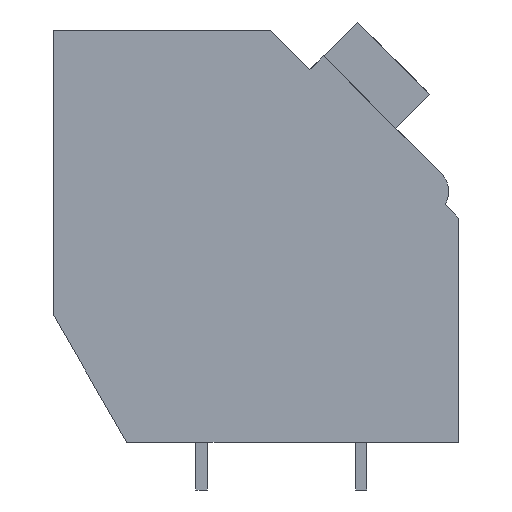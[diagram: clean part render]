
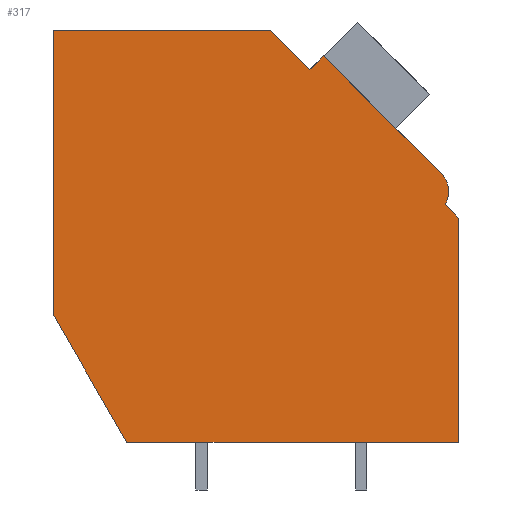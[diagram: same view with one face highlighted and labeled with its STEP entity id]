
A CAD part, left-side view. The second image highlights one B-rep face of the part: STEP entity #317.
In plain terms, the highlighted planar face has unit normal (-1, 0, 0).
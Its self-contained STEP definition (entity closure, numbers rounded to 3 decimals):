
#249=AXIS2_PLACEMENT_3D('Plane Axis2P3D',#246,#247,#248) ;
#260=AXIS2_PLACEMENT_3D('Circle Axis2P3D',#258,#259,$) ;
#49=CARTESIAN_POINT('Vertex',(0.,0.,1.5)) ;
#52=CARTESIAN_POINT('Line Origine',(0.,5.199,1.5)) ;
#56=CARTESIAN_POINT('Vertex',(0.,10.399,1.5)) ;
#135=CARTESIAN_POINT('Vertex',(0.,0.,8.518)) ;
#140=CARTESIAN_POINT('Line Origine',(0.,0.,5.009)) ;
#246=CARTESIAN_POINT('Axis2P3D Location',(0.,12.7,-2.)) ;
#251=CARTESIAN_POINT('Line Origine',(0.,0.212,8.731)) ;
#255=CARTESIAN_POINT('Vertex',(0.,0.424,8.943)) ;
#258=CARTESIAN_POINT('Axis2P3D Location',(0.,1.113,9.349)) ;
#262=CARTESIAN_POINT('Vertex',(0.,0.548,9.915)) ;
#265=CARTESIAN_POINT('Line Origine',(0.,2.391,11.758)) ;
#269=CARTESIAN_POINT('Vertex',(0.,4.234,13.601)) ;
#272=CARTESIAN_POINT('Line Origine',(0.,4.446,13.389)) ;
#276=CARTESIAN_POINT('Vertex',(0.,4.659,13.177)) ;
#279=CARTESIAN_POINT('Line Origine',(0.,5.27,13.788)) ;
#283=CARTESIAN_POINT('Vertex',(0.,5.882,14.4)) ;
#286=CARTESIAN_POINT('Line Origine',(0.,9.291,14.4)) ;
#290=CARTESIAN_POINT('Vertex',(0.,12.7,14.4)) ;
#293=CARTESIAN_POINT('Line Origine',(0.,12.7,9.943)) ;
#297=CARTESIAN_POINT('Vertex',(0.,12.7,5.485)) ;
#300=CARTESIAN_POINT('Line Origine',(0.,11.55,3.493)) ;
#53=DIRECTION('Vector Direction',(0.,-1.,0.)) ;
#141=DIRECTION('Vector Direction',(0.,0.,1.)) ;
#247=DIRECTION('Axis2P3D Direction',(-1.,0.,0.)) ;
#248=DIRECTION('Axis2P3D XDirection',(0.,-1.,0.)) ;
#252=DIRECTION('Vector Direction',(0.,0.707,0.707)) ;
#259=DIRECTION('Axis2P3D Direction',(-1.,0.,0.)) ;
#266=DIRECTION('Vector Direction',(0.,-0.707,-0.707)) ;
#273=DIRECTION('Vector Direction',(0.,-0.707,0.707)) ;
#280=DIRECTION('Vector Direction',(0.,0.707,0.707)) ;
#287=DIRECTION('Vector Direction',(0.,-1.,0.)) ;
#294=DIRECTION('Vector Direction',(0.,0.,-1.)) ;
#301=DIRECTION('Vector Direction',(0.,-0.5,-0.866)) ;
#54=VECTOR('Line Direction',#53,1.) ;
#142=VECTOR('Line Direction',#141,1.) ;
#253=VECTOR('Line Direction',#252,1.) ;
#267=VECTOR('Line Direction',#266,1.) ;
#274=VECTOR('Line Direction',#273,1.) ;
#281=VECTOR('Line Direction',#280,1.) ;
#288=VECTOR('Line Direction',#287,1.) ;
#295=VECTOR('Line Direction',#294,1.) ;
#302=VECTOR('Line Direction',#301,1.) ;
#306=ORIENTED_EDGE('',*,*,#58,.T.) ;
#307=ORIENTED_EDGE('',*,*,#144,.T.) ;
#308=ORIENTED_EDGE('',*,*,#257,.T.) ;
#309=ORIENTED_EDGE('',*,*,#264,.T.) ;
#310=ORIENTED_EDGE('',*,*,#271,.T.) ;
#311=ORIENTED_EDGE('',*,*,#278,.T.) ;
#312=ORIENTED_EDGE('',*,*,#285,.T.) ;
#313=ORIENTED_EDGE('',*,*,#292,.T.) ;
#314=ORIENTED_EDGE('',*,*,#299,.T.) ;
#315=ORIENTED_EDGE('',*,*,#304,.T.) ;
#317=ADVANCED_FACE('HOUSING',(#316),#250,.T.) ;
#261=CIRCLE('generated circle',#260,0.8) ;
#58=EDGE_CURVE('',#57,#50,#55,.T.) ;
#144=EDGE_CURVE('',#50,#136,#143,.T.) ;
#257=EDGE_CURVE('',#136,#256,#254,.T.) ;
#264=EDGE_CURVE('',#256,#263,#261,.T.) ;
#271=EDGE_CURVE('',#263,#270,#268,.F.) ;
#278=EDGE_CURVE('',#270,#277,#275,.F.) ;
#285=EDGE_CURVE('',#277,#284,#282,.T.) ;
#292=EDGE_CURVE('',#284,#291,#289,.F.) ;
#299=EDGE_CURVE('',#291,#298,#296,.T.) ;
#304=EDGE_CURVE('',#298,#57,#303,.T.) ;
#305=EDGE_LOOP('',(#306,#307,#308,#309,#310,#311,#312,#313,#314,#315)) ;
#316=FACE_OUTER_BOUND('',#305,.T.) ;
#55=LINE('Line',#52,#54) ;
#143=LINE('Line',#140,#142) ;
#254=LINE('Line',#251,#253) ;
#268=LINE('Line',#265,#267) ;
#275=LINE('Line',#272,#274) ;
#282=LINE('Line',#279,#281) ;
#289=LINE('Line',#286,#288) ;
#296=LINE('Line',#293,#295) ;
#303=LINE('Line',#300,#302) ;
#250=PLANE('',#249) ;
#50=VERTEX_POINT('',#49) ;
#57=VERTEX_POINT('',#56) ;
#136=VERTEX_POINT('',#135) ;
#256=VERTEX_POINT('',#255) ;
#263=VERTEX_POINT('',#262) ;
#270=VERTEX_POINT('',#269) ;
#277=VERTEX_POINT('',#276) ;
#284=VERTEX_POINT('',#283) ;
#291=VERTEX_POINT('',#290) ;
#298=VERTEX_POINT('',#297) ;
